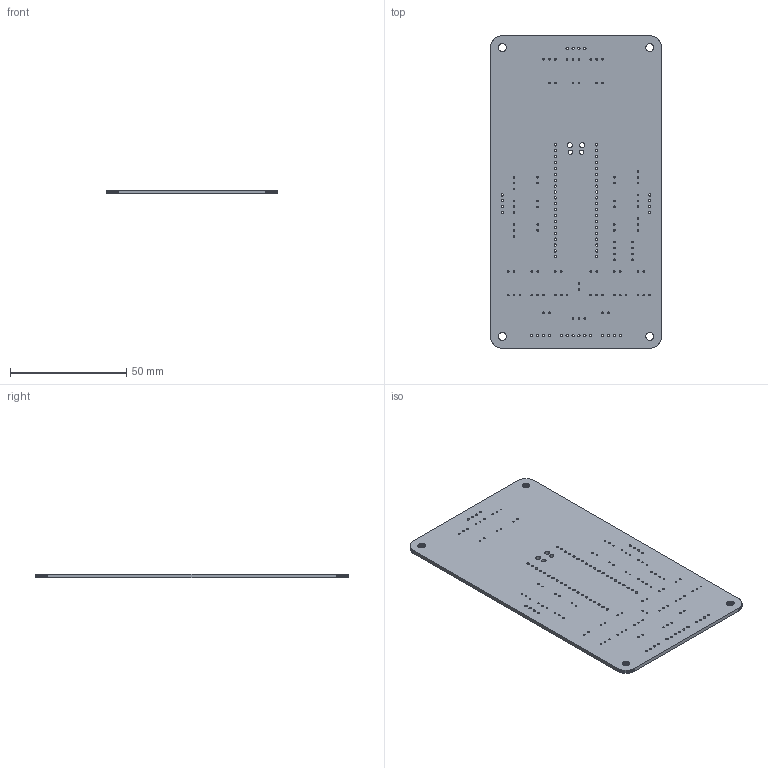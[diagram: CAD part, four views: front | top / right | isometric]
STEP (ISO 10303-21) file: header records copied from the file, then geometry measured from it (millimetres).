
FILE_DESCRIPTION(('KiCad electronic assembly'),'2;1');
FILE_NAME('PurdueHackersSign.step','2023-09-05T23:14:45',('Pcbnew'),( 'Kicad'),'Open CASCADE STEP processor 7.6','KiCad to STEP converter' ,'Unknown');
FILE_SCHEMA(('AUTOMOTIVE_DESIGN { 1 0 10303 214 1 1 1 1 }'));
Length unit declared in the file: millimetre
Products named in the file (2): PurdueHackersSign 1; PurdueHackersSign PCB
Assembly tree (1 placements, depth 2):
  PurdueHackersSign 1
    PurdueHackersSign PCB
Bounding box: 73.66 x 134.62 x 1.6 mm (x, y, z)
Volume: 15610.2 mm3; surface area: 20934.5 mm2
Topology: 1 solids, 1 shells, 404 faces, 1206 edges, 804 vertices
Faces by surface type: plane 242, cylinder 162
Full cylindrical faces by diameter (mm): 0.7 x77, 0.762 x15, 1 x66, 1.85 x2, 2.2 x2
Entity records: 30975 total; most frequent: CARTESIAN_POINT 6772, DIRECTION 4430, LINE 2970, VECTOR 2970, ORIENTED_EDGE 2412, PCURVE 2412, DEFINITIONAL_REPRESENTATION 2412, EDGE_CURVE 1206
